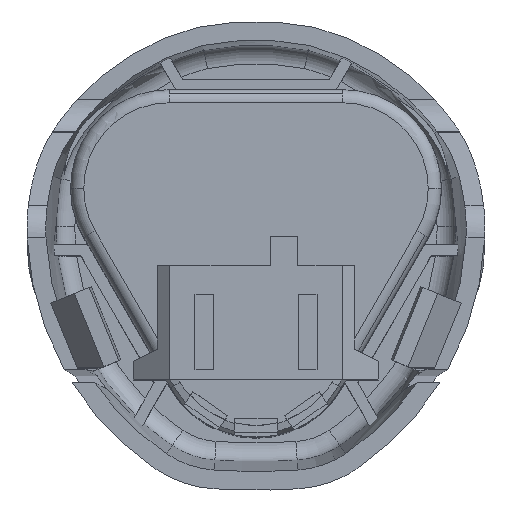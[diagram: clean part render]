
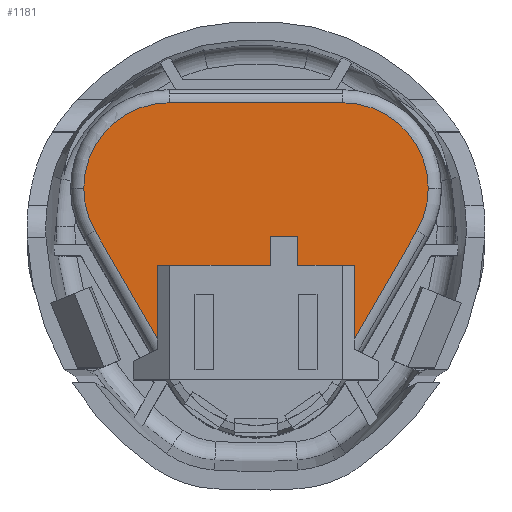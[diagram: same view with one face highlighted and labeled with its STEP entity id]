
A CAD part, top view. The second image highlights one B-rep face of the part: STEP entity #1181.
In plain terms, the highlighted planar face has unit normal (0, 0, 1).
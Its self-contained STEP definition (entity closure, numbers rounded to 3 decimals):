
#1181=ADVANCED_FACE('',(#2665),#2666,.T.);
#1397=EDGE_CURVE('',#3009,#3010,#3011,.T.);
#1399=EDGE_CURVE('',#3013,#3009,#3014,.T.);
#1401=EDGE_CURVE('',#3010,#3016,#3017,.T.);
#1403=EDGE_CURVE('',#3016,#3019,#3020,.T.);
#1405=EDGE_CURVE('',#3019,#3022,#3023,.T.);
#1407=EDGE_CURVE('',#3022,#3025,#3026,.T.);
#1409=EDGE_CURVE('',#3025,#3028,#3029,.T.);
#2665=FACE_OUTER_BOUND('',#4590,.T.);
#2666=PLANE('',#4591);
#3009=VERTEX_POINT('',#5074);
#3010=VERTEX_POINT('',#5075);
#3011=LINE('',#5076,#5077);
#3013=VERTEX_POINT('',#5080);
#3014=LINE('',#5081,#5082);
#3016=VERTEX_POINT('',#5085);
#3017=LINE('',#5086,#5087);
#3019=VERTEX_POINT('',#5090);
#3020=LINE('',#5091,#5092);
#3022=VERTEX_POINT('',#5095);
#3023=LINE('',#5096,#5097);
#3025=VERTEX_POINT('',#5100);
#3026=LINE('',#5101,#5102);
#3028=VERTEX_POINT('',#5105);
#3029=LINE('',#5106,#5107);
#4590=EDGE_LOOP('',(#7906,#7907,#7908,#7909,#7910,#7911,#7912,#7913,#7914,#7915,#7916,#7917,#7918,#7919));
#4591=AXIS2_PLACEMENT_3D('',#7920,#7921,#7922);
#5074=CARTESIAN_POINT('',(-10.5,-2.9,10.0));
#5075=CARTESIAN_POINT('',(1.55,-2.9,10.0));
#5076=CARTESIAN_POINT('',(-11.409,-2.9,10.0));
#5077=VECTOR('',#8302,1.0);
#5080=CARTESIAN_POINT('',(-10.5,-10.694,10.0));
#5081=CARTESIAN_POINT('',(-10.5,-3.632,10.0));
#5082=VECTOR('',#8303,1.0);
#5085=CARTESIAN_POINT('',(1.55,0.2,10.0));
#5086=CARTESIAN_POINT('',(1.55,-0.63,10.0));
#5087=VECTOR('',#8304,1.0);
#5090=CARTESIAN_POINT('',(4.45,0.2,10.0));
#5091=CARTESIAN_POINT('',(-7.672,0.2,10.0));
#5092=VECTOR('',#8305,1.0);
#5095=CARTESIAN_POINT('',(4.45,-2.9,10.0));
#5096=CARTESIAN_POINT('',(4.45,-0.63,10.0));
#5097=VECTOR('',#8306,1.0);
#5100=CARTESIAN_POINT('',(10.5,-2.9,10.0));
#5101=CARTESIAN_POINT('',(-5.434,-2.9,10.0));
#5102=VECTOR('',#8307,1.0);
#5105=CARTESIAN_POINT('',(10.5,-10.694,10.0));
#5106=CARTESIAN_POINT('',(10.5,-3.632,10.0));
#5107=VECTOR('',#8308,1.0);
#7906=ORIENTED_EDGE('',*,*,#10264,.F.);
#7907=ORIENTED_EDGE('',*,*,#1399,.T.);
#7908=ORIENTED_EDGE('',*,*,#1397,.T.);
#7909=ORIENTED_EDGE('',*,*,#1401,.T.);
#7910=ORIENTED_EDGE('',*,*,#1403,.T.);
#7911=ORIENTED_EDGE('',*,*,#1405,.T.);
#7912=ORIENTED_EDGE('',*,*,#1407,.T.);
#7913=ORIENTED_EDGE('',*,*,#1409,.T.);
#7914=ORIENTED_EDGE('',*,*,#10257,.F.);
#7915=ORIENTED_EDGE('',*,*,#10275,.F.);
#7916=ORIENTED_EDGE('',*,*,#10253,.F.);
#7917=ORIENTED_EDGE('',*,*,#10247,.F.);
#7918=ORIENTED_EDGE('',*,*,#10241,.F.);
#7919=ORIENTED_EDGE('',*,*,#10280,.F.);
#7920=CARTESIAN_POINT('',(-18.343,0.09,10.0));
#7921=DIRECTION('',(0.0,0.0,1.0));
#7922=DIRECTION('',(1.0,0.0,0.0));
#8302=DIRECTION('',(1.0,0.0,0.0));
#8303=DIRECTION('',(0.,1.0,0.0));
#8304=DIRECTION('',(0.0,1.0,0.0));
#8305=DIRECTION('',(1.0,0.0,0.0));
#8306=DIRECTION('',(0.0,-1.0,0.0));
#8307=DIRECTION('',(1.0,0.0,0.0));
#8308=DIRECTION('',(0.,-1.0,0.0));
#10241=EDGE_CURVE('',#11662,#11665,#11666,.T.);
#10247=EDGE_CURVE('',#11665,#11674,#11675,.T.);
#10253=EDGE_CURVE('',#11674,#11678,#11683,.T.);
#10257=EDGE_CURVE('',#11688,#3028,#11690,.T.);
#10264=EDGE_CURVE('',#3013,#11701,#11702,.T.);
#10275=EDGE_CURVE('',#11678,#11688,#11716,.T.);
#10280=EDGE_CURVE('',#11701,#11662,#11721,.T.);
#11662=VERTEX_POINT('',#13610);
#11665=VERTEX_POINT('',#13613);
#11666=CIRCLE('',#13614,9.1);
#11674=VERTEX_POINT('',#13623);
#11675=LINE('',#13624,#13625);
#11678=VERTEX_POINT('',#13628);
#11683=CIRCLE('',#13633,9.1);
#11688=VERTEX_POINT('',#13639);
#11690=LINE('',#13641,#13642);
#11701=VERTEX_POINT('',#13654);
#11702=LINE('',#13655,#13656);
#11716=CIRCLE('',#13672,9.1);
#11721=CIRCLE('',#13678,9.1);
#13610=CARTESIAN_POINT('',(-18.35,5.34,10.0));
#13613=CARTESIAN_POINT('',(-9.25,14.44,10.0));
#13614=AXIS2_PLACEMENT_3D('',#16509,#16510,#16511);
#13623=CARTESIAN_POINT('',(9.25,14.44,10.0));
#13624=CARTESIAN_POINT('',(-9.172,14.44,10.0));
#13625=VECTOR('',#16522,1.0);
#13628=CARTESIAN_POINT('',(18.35,5.34,10.0));
#13633=AXIS2_PLACEMENT_3D('',#16535,#16536,#16537);
#13639=CARTESIAN_POINT('',(17.131,0.79,10.0));
#13641=CARTESIAN_POINT('',(10.233,-11.158,10.0));
#13642=VECTOR('',#16542,1.0);
#13654=CARTESIAN_POINT('',(-17.131,0.79,10.0));
#13655=CARTESIAN_POINT('',(-14.818,-3.215,10.0));
#13656=VECTOR('',#16556,1.0);
#13672=AXIS2_PLACEMENT_3D('',#16574,#16575,#16576);
#13678=AXIS2_PLACEMENT_3D('',#16581,#16582,#16583);
#16509=CARTESIAN_POINT('',(-9.25,5.34,10.0));
#16510=DIRECTION('',(-0.0,0.0,-1.0));
#16511=DIRECTION('',(-0.866,0.5,0.0));
#16522=DIRECTION('',(1.0,0.0,0.0));
#16535=CARTESIAN_POINT('',(9.25,5.34,10.0));
#16536=DIRECTION('',(0.0,0.0,-1.0));
#16537=DIRECTION('',(0.866,0.5,0.0));
#16542=DIRECTION('',(-0.5,-0.866,0.0));
#16556=DIRECTION('',(-0.5,0.866,0.0));
#16574=CARTESIAN_POINT('',(9.25,5.34,10.0));
#16575=DIRECTION('',(0.0,0.0,-1.0));
#16576=DIRECTION('',(0.866,0.5,0.0));
#16581=CARTESIAN_POINT('',(-9.25,5.34,10.0));
#16582=DIRECTION('',(-0.0,0.0,-1.0));
#16583=DIRECTION('',(-0.866,0.5,0.0));
